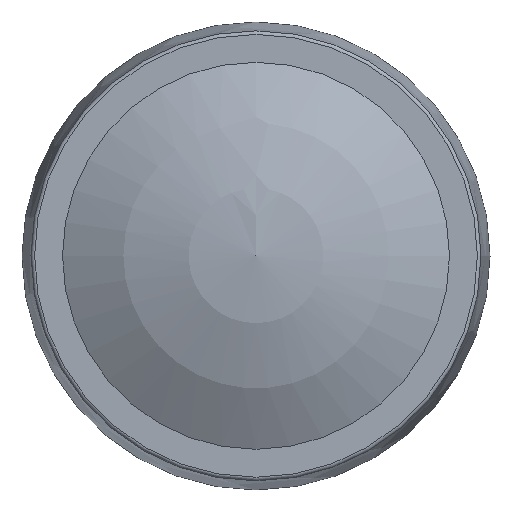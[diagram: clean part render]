
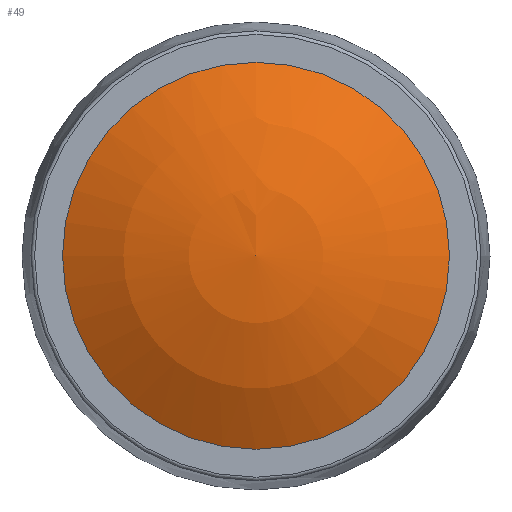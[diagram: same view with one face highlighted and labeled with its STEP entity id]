
A CAD part, top view. The second image highlights one B-rep face of the part: STEP entity #49.
In plain terms, the highlighted spherical face has radius 20.76 mm.
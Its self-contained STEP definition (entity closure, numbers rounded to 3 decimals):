
#49 = ADVANCED_FACE( '', ( #107 ), #108, .T. );
#107 = FACE_OUTER_BOUND( '', #181, .T. );
#108 = SPHERICAL_SURFACE( '', #182, 20.76 );
#181 = EDGE_LOOP( '', ( #257 ) );
#182 = AXIS2_PLACEMENT_3D( '', #258, #259, #260 );
#257 = ORIENTED_EDGE( '', *, *, #345, .T. );
#258 = CARTESIAN_POINT( '', ( 0., 0., -5.76 ) );
#259 = DIRECTION( '', ( 0., 0., 1. ) );
#260 = DIRECTION( '', ( 0., 1., 0. ) );
#345 = EDGE_CURVE( '', #385, #385, #386, .T. );
#385 = VERTEX_POINT( '', #434 );
#386 = CIRCLE( '', #435, 10.75 );
#434 = CARTESIAN_POINT( '', ( 10.75, 0., 12. ) );
#435 = AXIS2_PLACEMENT_3D( '', #485, #486, #487 );
#485 = CARTESIAN_POINT( '', ( 0., 0., 12. ) );
#486 = DIRECTION( '', ( 0., 0., 1. ) );
#487 = DIRECTION( '', ( 1., 0., 0. ) );
